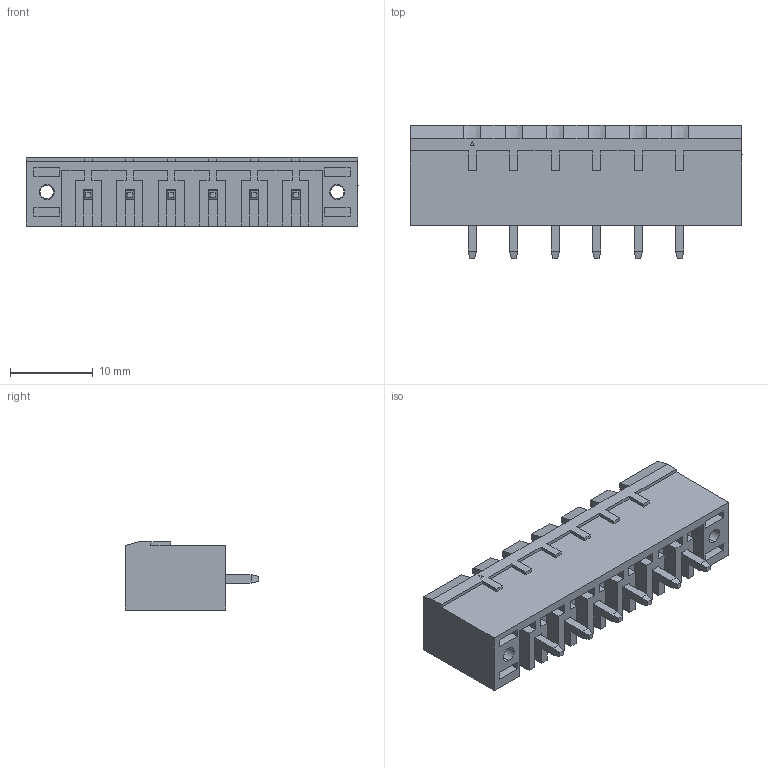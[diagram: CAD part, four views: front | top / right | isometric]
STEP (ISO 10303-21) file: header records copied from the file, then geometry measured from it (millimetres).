
FILE_DESCRIPTION (( 'STEP AP214' ), '1' );
FILE_NAME ('2EDGVM-5.0-06P-14-00AH.STEP', '2021-03-07T19:49:09', ( '' ), ( '' ), 'SwSTEP 2.0', 'SolidWorks 2020', '' );
FILE_SCHEMA (( 'AUTOMOTIVE_DESIGN' ));
Length unit declared in the file: millimetre
Products named in the file (1): 2EDGVM-5.0-06P-14-00AH
Bounding box: 40 x 16.1 x 8.2 mm (x, y, z)
Volume: 1996.5 mm3; surface area: 3544.4 mm2
Topology: 1 solids, 1 shells, 792 faces, 2137 edges, 1394 vertices
Faces by surface type: plane 615, bspline 125, cylinder 30, cone 22
Entity records: 35961 total; most frequent: CARTESIAN_POINT 12013, ORIENTED_EDGE 4274, DIRECTION 3285, EDGE_CURVE 2137, LINE 1641, VECTOR 1641, VERTEX_POINT 1394, EDGE_LOOP 843
